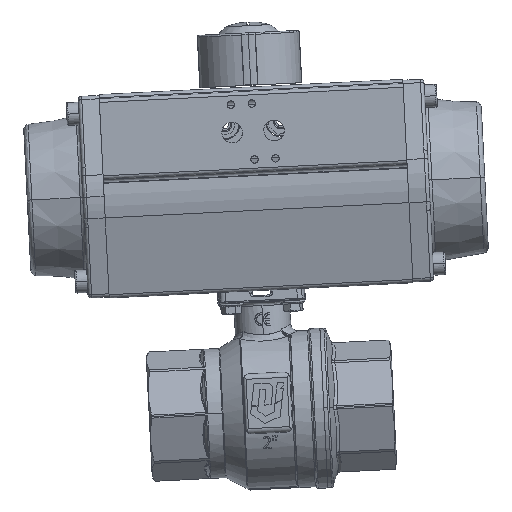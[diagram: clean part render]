
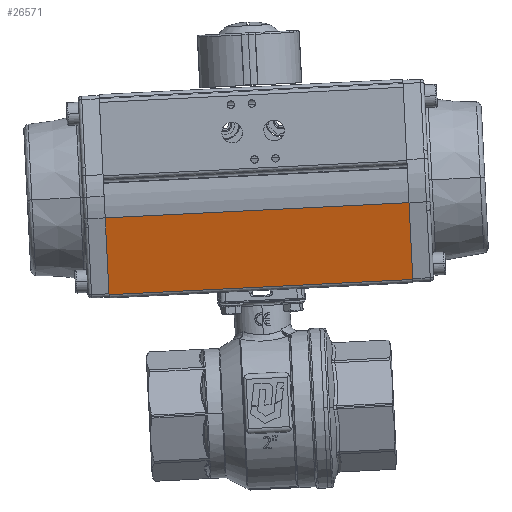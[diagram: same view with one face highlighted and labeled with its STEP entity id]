
A CAD part, front view. The second image highlights one B-rep face of the part: STEP entity #26571.
In plain terms, the highlighted planar face has unit normal (-0.012, 0.97, 0.242).
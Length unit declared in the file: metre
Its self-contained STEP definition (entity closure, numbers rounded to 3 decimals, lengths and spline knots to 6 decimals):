
#3514 = ORIENTED_EDGE ( 'NONE', *, *, #17305, .T. ) ;
#6420 = ORIENTED_EDGE ( 'NONE', *, *, #60118, .T. ) ;
#7920 = LINE ( 'NONE', #29639, #36387 ) ;
#12292 = CARTESIAN_POINT ( 'NONE',  ( 0.060977, -0.096031, 0.246482 ) ) ;
#12588 = CARTESIAN_POINT ( 'NONE',  ( -0.112806, -0.096031, 0.237781 ) ) ;
#15362 = CARTESIAN_POINT ( 'NONE',  ( -0.110606, -0.085029, 0.193856 ) ) ;
#16497 = VERTEX_POINT ( 'NONE', #69553 ) ;
#17305 = EDGE_CURVE ( 'NONE', #80707, #16497, #82417, .T. ) ;
#17466 = DIRECTION ( 'NONE',  ( -0.049, -0.243, 0.969 ) ) ;
#26571 = ADVANCED_FACE ( 'NONE', ( #32384 ), #65878, .T. ) ;
#29228 = AXIS2_PLACEMENT_3D ( 'NONE', #66324, #39615, #81283 ) ;
#29639 = CARTESIAN_POINT ( 'NONE',  ( -0.112806, -0.096031, 0.237781 ) ) ;
#32384 = FACE_OUTER_BOUND ( 'NONE', #89450, .T. ) ;
#32551 = VECTOR ( 'NONE', #66340, 1. ) ;
#33458 = CARTESIAN_POINT ( 'NONE',  ( 0.063176, -0.085029, 0.202557 ) ) ;
#36387 = VECTOR ( 'NONE', #57249, 1. ) ;
#39615 = DIRECTION ( 'NONE',  ( -0.012, 0.97, 0.242 ) ) ;
#51855 = LINE ( 'NONE', #59542, #32551 ) ;
#55640 = DIRECTION ( 'NONE',  ( -0.999, 0., -0.05 ) ) ;
#56718 = VECTOR ( 'NONE', #17466, 1. ) ;
#57249 = DIRECTION ( 'NONE',  ( 0.999, 0., 0.05 ) ) ;
#59542 = CARTESIAN_POINT ( 'NONE',  ( 0.063271, -0.084556, 0.200666 ) ) ;
#60081 = ORIENTED_EDGE ( 'NONE', *, *, #62179, .T. ) ;
#60118 = EDGE_CURVE ( 'NONE', #16497, #83212, #79500, .T. ) ;
#62179 = EDGE_CURVE ( 'NONE', #79715, #80707, #51855, .T. ) ;
#65473 = CARTESIAN_POINT ( 'NONE',  ( -0.110512, -0.084556, 0.191965 ) ) ;
#65878 = PLANE ( 'NONE',  #29228 ) ;
#66324 = CARTESIAN_POINT ( 'NONE',  ( -0.110512, -0.084556, 0.191965 ) ) ;
#66340 = DIRECTION ( 'NONE',  ( 0.049, 0.243, -0.969 ) ) ;
#69270 = EDGE_CURVE ( 'NONE', #83212, #79715, #7920, .T. ) ;
#69553 = CARTESIAN_POINT ( 'NONE',  ( -0.110606, -0.085029, 0.193856 ) ) ;
#69691 = VECTOR ( 'NONE', #55640, 1. ) ;
#71252 = ORIENTED_EDGE ( 'NONE', *, *, #69270, .T. ) ;
#79500 = LINE ( 'NONE', #65473, #56718 ) ;
#79715 = VERTEX_POINT ( 'NONE', #12292 ) ;
#80707 = VERTEX_POINT ( 'NONE', #33458 ) ;
#81283 = DIRECTION ( 'NONE',  ( 0.049, 0.243, -0.969 ) ) ;
#82417 = LINE ( 'NONE', #15362, #69691 ) ;
#83212 = VERTEX_POINT ( 'NONE', #12588 ) ;
#89450 = EDGE_LOOP ( 'NONE', ( #3514, #6420, #71252, #60081 ) ) ;
